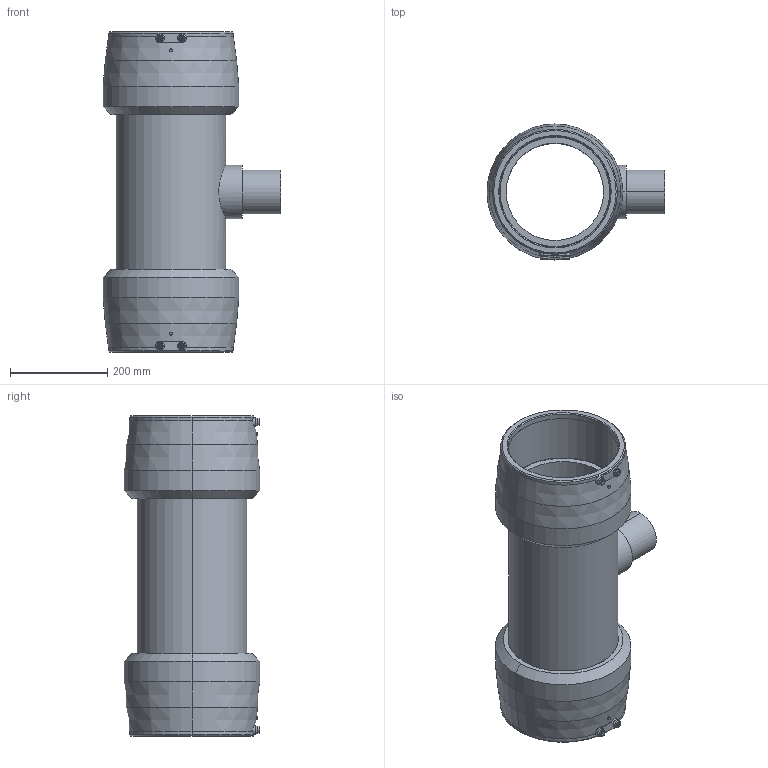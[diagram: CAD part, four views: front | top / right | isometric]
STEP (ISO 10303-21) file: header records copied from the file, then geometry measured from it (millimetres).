
FILE_DESCRIPTION(('STEP AP214'),'1');
FILE_NAME('cctmp_9F1BCEC8-C679-41D7-A8DA-7C3C3B324D5D_2020_6_8_12_2_14_704..stp','2020-06-08T10:02:14',('Georg Fischer Piping Systems Ltd.'),('CADClick - www.CADClick.com'),'Spatial InterOp 3D',' ','unknown authorization');
FILE_SCHEMA(('AUTOMOTIVE_DESIGN'));
Length unit declared in the file: millimetre
Products named in the file (1): 753211069
Bounding box: 365.45 x 278.9 x 658 mm (x, y, z)
Volume: 9682666.4 mm3; surface area: 1076759.5 mm2
Topology: 1 solids, 1 shells, 136 faces, 290 edges, 176 vertices
Faces by surface type: cylinder 62, cone 44, plane 30
Entity records: 5318 total; most frequent: CARTESIAN_POINT 1169, DIRECTION 698, ORIENTED_EDGE 580, AXIS2_PLACEMENT_3D 291, EDGE_CURVE 290, VERTEX_POINT 176, EDGE_LOOP 160, CIRCLE 154
